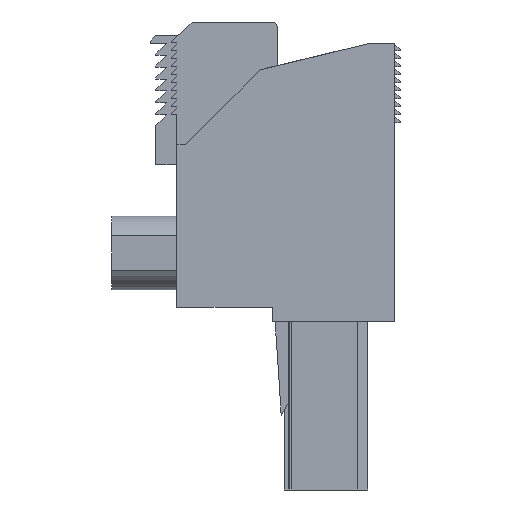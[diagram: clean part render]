
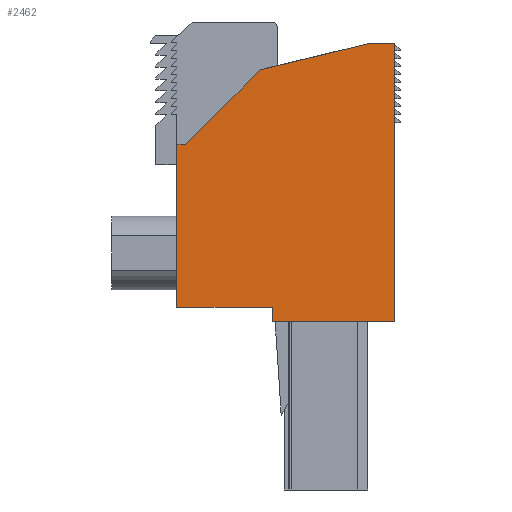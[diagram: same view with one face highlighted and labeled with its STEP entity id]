
A CAD part, left-side view. The second image highlights one B-rep face of the part: STEP entity #2462.
In plain terms, the highlighted planar face has unit normal (-1, 0, 0).
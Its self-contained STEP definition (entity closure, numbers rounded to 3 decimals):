
#2416=AXIS2_PLACEMENT_3D('Plane Axis2P3D',#2413,#2414,#2415) ;
#1477=CARTESIAN_POINT('Vertex',(0.,20.6,16.85)) ;
#1480=CARTESIAN_POINT('Line Origine',(0.,20.6,24.35)) ;
#1484=CARTESIAN_POINT('Vertex',(0.,20.6,31.85)) ;
#1545=CARTESIAN_POINT('Vertex',(0.,11.8,16.85)) ;
#1548=CARTESIAN_POINT('Line Origine',(0.,16.2,16.85)) ;
#1570=CARTESIAN_POINT('Vertex',(0.,11.8,15.5)) ;
#1573=CARTESIAN_POINT('Line Origine',(0.,11.8,16.175)) ;
#1591=CARTESIAN_POINT('Line Origine',(0.,6.15,15.5)) ;
#1595=CARTESIAN_POINT('Vertex',(0.,0.5,15.5)) ;
#2413=CARTESIAN_POINT('Axis2P3D Location',(0.,0.,0.)) ;
#2418=CARTESIAN_POINT('Line Origine',(0.,0.5,28.325)) ;
#2422=CARTESIAN_POINT('Vertex',(0.,0.5,41.15)) ;
#2425=CARTESIAN_POINT('Line Origine',(0.,1.725,41.15)) ;
#2429=CARTESIAN_POINT('Vertex',(0.,2.95,41.15)) ;
#2432=CARTESIAN_POINT('Line Origine',(0.,7.93,39.945)) ;
#2436=CARTESIAN_POINT('Vertex',(0.,12.909,38.741)) ;
#2439=CARTESIAN_POINT('Line Origine',(0.,16.355,35.295)) ;
#2443=CARTESIAN_POINT('Vertex',(0.,19.8,31.85)) ;
#2446=CARTESIAN_POINT('Line Origine',(0.,20.2,31.85)) ;
#1481=DIRECTION('Vector Direction',(0.,0.,-1.)) ;
#1549=DIRECTION('Vector Direction',(0.,-1.,0.)) ;
#1574=DIRECTION('Vector Direction',(0.,0.,-1.)) ;
#1592=DIRECTION('Vector Direction',(0.,-1.,0.)) ;
#2414=DIRECTION('Axis2P3D Direction',(-1.,0.,0.)) ;
#2415=DIRECTION('Axis2P3D XDirection',(0.,0.,1.)) ;
#2419=DIRECTION('Vector Direction',(0.,0.,1.)) ;
#2426=DIRECTION('Vector Direction',(0.,1.,0.)) ;
#2433=DIRECTION('Vector Direction',(0.,0.972,-0.235)) ;
#2440=DIRECTION('Vector Direction',(0.,0.707,-0.707)) ;
#2447=DIRECTION('Vector Direction',(0.,1.,0.)) ;
#1482=VECTOR('Line Direction',#1481,1.) ;
#1550=VECTOR('Line Direction',#1549,1.) ;
#1575=VECTOR('Line Direction',#1574,1.) ;
#1593=VECTOR('Line Direction',#1592,1.) ;
#2420=VECTOR('Line Direction',#2419,1.) ;
#2427=VECTOR('Line Direction',#2426,1.) ;
#2434=VECTOR('Line Direction',#2433,1.) ;
#2441=VECTOR('Line Direction',#2440,1.) ;
#2448=VECTOR('Line Direction',#2447,1.) ;
#2452=ORIENTED_EDGE('',*,*,#2424,.T.) ;
#2453=ORIENTED_EDGE('',*,*,#2431,.T.) ;
#2454=ORIENTED_EDGE('',*,*,#2438,.T.) ;
#2455=ORIENTED_EDGE('',*,*,#2445,.T.) ;
#2456=ORIENTED_EDGE('',*,*,#2450,.T.) ;
#2457=ORIENTED_EDGE('',*,*,#1486,.T.) ;
#2458=ORIENTED_EDGE('',*,*,#1552,.T.) ;
#2459=ORIENTED_EDGE('',*,*,#1577,.T.) ;
#2460=ORIENTED_EDGE('',*,*,#1597,.T.) ;
#2462=ADVANCED_FACE('BODY',(#2461),#2417,.T.) ;
#1486=EDGE_CURVE('',#1485,#1478,#1483,.T.) ;
#1552=EDGE_CURVE('',#1478,#1546,#1551,.T.) ;
#1577=EDGE_CURVE('',#1546,#1571,#1576,.T.) ;
#1597=EDGE_CURVE('',#1571,#1596,#1594,.T.) ;
#2424=EDGE_CURVE('',#1596,#2423,#2421,.T.) ;
#2431=EDGE_CURVE('',#2423,#2430,#2428,.T.) ;
#2438=EDGE_CURVE('',#2430,#2437,#2435,.T.) ;
#2445=EDGE_CURVE('',#2437,#2444,#2442,.T.) ;
#2450=EDGE_CURVE('',#2444,#1485,#2449,.T.) ;
#2451=EDGE_LOOP('',(#2452,#2453,#2454,#2455,#2456,#2457,#2458,#2459,#2460)) ;
#2461=FACE_OUTER_BOUND('',#2451,.T.) ;
#1483=LINE('Line',#1480,#1482) ;
#1551=LINE('Line',#1548,#1550) ;
#1576=LINE('Line',#1573,#1575) ;
#1594=LINE('Line',#1591,#1593) ;
#2421=LINE('Line',#2418,#2420) ;
#2428=LINE('Line',#2425,#2427) ;
#2435=LINE('Line',#2432,#2434) ;
#2442=LINE('Line',#2439,#2441) ;
#2449=LINE('Line',#2446,#2448) ;
#2417=PLANE('',#2416) ;
#1478=VERTEX_POINT('',#1477) ;
#1485=VERTEX_POINT('',#1484) ;
#1546=VERTEX_POINT('',#1545) ;
#1571=VERTEX_POINT('',#1570) ;
#1596=VERTEX_POINT('',#1595) ;
#2423=VERTEX_POINT('',#2422) ;
#2430=VERTEX_POINT('',#2429) ;
#2437=VERTEX_POINT('',#2436) ;
#2444=VERTEX_POINT('',#2443) ;
